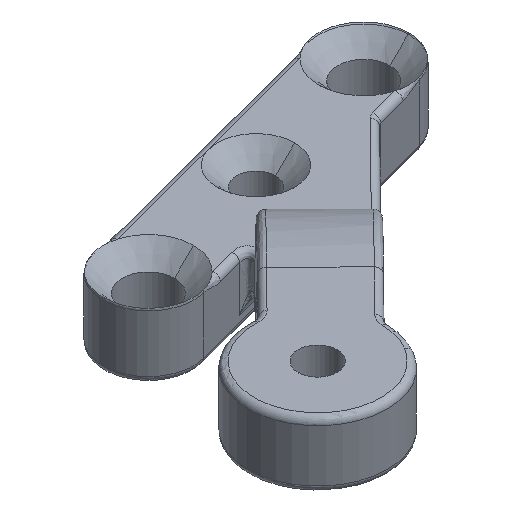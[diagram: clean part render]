
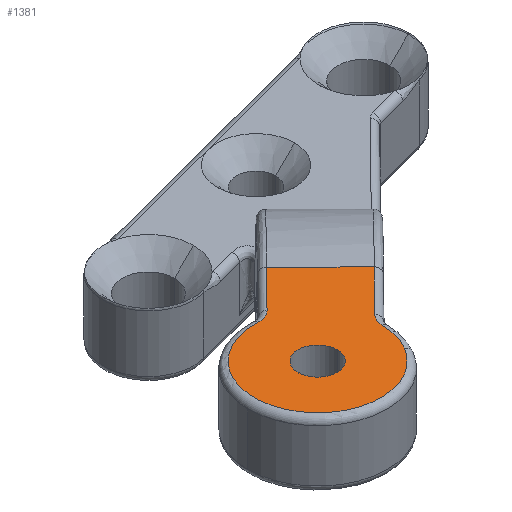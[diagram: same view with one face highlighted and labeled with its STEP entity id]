
A CAD part, isometric view. The second image highlights one B-rep face of the part: STEP entity #1381.
In plain terms, the highlighted planar face has unit normal (0, 0, 1).
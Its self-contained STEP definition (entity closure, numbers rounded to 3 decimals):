
#50 = DIRECTION ( 'NONE',  ( 0., 0., 1. ) ) ;
#126 = VERTEX_POINT ( 'NONE', #3250 ) ;
#127 = AXIS2_PLACEMENT_3D ( 'NONE', #495, #2064, #210 ) ;
#210 = DIRECTION ( 'NONE',  ( 1., 0., 0. ) ) ;
#213 = CARTESIAN_POINT ( 'NONE',  ( -10.854, -87.396, 5. ) ) ;
#270 = CIRCLE ( 'NONE', #533, 4.843 ) ;
#286 = VERTEX_POINT ( 'NONE', #2982 ) ;
#290 = DIRECTION ( 'NONE',  ( -0.702, -0.712, 0. ) ) ;
#415 = ORIENTED_EDGE ( 'NONE', *, *, #3167, .T. ) ;
#426 = VECTOR ( 'NONE', #1305, 1000. ) ;
#495 = CARTESIAN_POINT ( 'NONE',  ( -10.51, -81.062, 5. ) ) ;
#519 = CARTESIAN_POINT ( 'NONE',  ( -6.959, -78.887, 5. ) ) ;
#533 = AXIS2_PLACEMENT_3D ( 'NONE', #3039, #50, #629 ) ;
#542 = CARTESIAN_POINT ( 'NONE',  ( -2.461, -83.325, 5. ) ) ;
#629 = DIRECTION ( 'NONE',  ( 1., 0., 0. ) ) ;
#660 = ORIENTED_EDGE ( 'NONE', *, *, #2968, .T. ) ;
#739 = CIRCLE ( 'NONE', #3302, 1.5 ) ;
#756 = DIRECTION ( 'NONE',  ( 1., 0., 0. ) ) ;
#887 = CIRCLE ( 'NONE', #127, 1.5 ) ;
#892 = ORIENTED_EDGE ( 'NONE', *, *, #1045, .F. ) ;
#908 = DIRECTION ( 'NONE',  ( 0., 0., -1. ) ) ;
#943 = EDGE_LOOP ( 'NONE', ( #2666, #892 ) ) ;
#1045 = EDGE_CURVE ( 'NONE', #126, #1781, #1711, .T. ) ;
#1103 = VERTEX_POINT ( 'NONE', #3485 ) ;
#1218 = ORIENTED_EDGE ( 'NONE', *, *, #2758, .T. ) ;
#1240 = DIRECTION ( 'NONE',  ( 1., 0., 0. ) ) ;
#1261 = EDGE_LOOP ( 'NONE', ( #415, #660, #2100, #1218, #2995, #2390 ) ) ;
#1305 = DIRECTION ( 'NONE',  ( 0.702, 0.712, 0. ) ) ;
#1313 = DIRECTION ( 'NONE',  ( 0., 0., 1. ) ) ;
#1370 = VERTEX_POINT ( 'NONE', #2861 ) ;
#1375 = AXIS2_PLACEMENT_3D ( 'NONE', #213, #1525, #756 ) ;
#1381 = ADVANCED_FACE ( 'NONE', ( #3230, #1793 ), #1774, .T. ) ;
#1525 = DIRECTION ( 'NONE',  ( 0., 0., 1. ) ) ;
#1598 = LINE ( 'NONE', #1859, #2949 ) ;
#1711 = CIRCLE ( 'NONE', #1375, 1.5 ) ;
#1774 = PLANE ( 'NONE',  #2603 ) ;
#1781 = VERTEX_POINT ( 'NONE', #2670 ) ;
#1793 = FACE_BOUND ( 'NONE', #943, .T. ) ;
#1811 = DIRECTION ( 'NONE',  ( 0.712, -0.702, 0. ) ) ;
#1813 = LINE ( 'NONE', #519, #2952 ) ;
#1836 = CARTESIAN_POINT ( 'NONE',  ( -8.636, -89.584, 5. ) ) ;
#1859 = CARTESIAN_POINT ( 'NONE',  ( -12.779, -85.497, 5. ) ) ;
#1866 = VERTEX_POINT ( 'NONE', #2854 ) ;
#2056 = EDGE_CURVE ( 'NONE', #1866, #1370, #270, .T. ) ;
#2064 = DIRECTION ( 'NONE',  ( 0., 0., -1. ) ) ;
#2070 = CARTESIAN_POINT ( 'NONE',  ( -10.854, -87.396, 5. ) ) ;
#2100 = ORIENTED_EDGE ( 'NONE', *, *, #3014, .F. ) ;
#2277 = CARTESIAN_POINT ( 'NONE',  ( -9.442, -82.116, 5. ) ) ;
#2390 = ORIENTED_EDGE ( 'NONE', *, *, #2056, .T. ) ;
#2440 = VERTEX_POINT ( 'NONE', #2277 ) ;
#2479 = DIRECTION ( 'NONE',  ( 1., 0., 0. ) ) ;
#2603 = AXIS2_PLACEMENT_3D ( 'NONE', #2070, #3114, #1240 ) ;
#2666 = ORIENTED_EDGE ( 'NONE', *, *, #2791, .F. ) ;
#2670 = CARTESIAN_POINT ( 'NONE',  ( -12.354, -87.396, 5. ) ) ;
#2679 = AXIS2_PLACEMENT_3D ( 'NONE', #3195, #1313, #2913 ) ;
#2741 = CARTESIAN_POINT ( 'NONE',  ( -4.512, -87.54, 5. ) ) ;
#2758 = EDGE_CURVE ( 'NONE', #286, #2440, #1598, .T. ) ;
#2791 = EDGE_CURVE ( 'NONE', #1781, #126, #3467, .T. ) ;
#2854 = CARTESIAN_POINT ( 'NONE',  ( -10.591, -82.56, 5. ) ) ;
#2861 = CARTESIAN_POINT ( 'NONE',  ( -6.012, -87.506, 5. ) ) ;
#2899 = VERTEX_POINT ( 'NONE', #542 ) ;
#2913 = DIRECTION ( 'NONE',  ( 1., 0., 0. ) ) ;
#2942 = EDGE_CURVE ( 'NONE', #2440, #1866, #887, .T. ) ;
#2949 = VECTOR ( 'NONE', #290, 1000. ) ;
#2952 = VECTOR ( 'NONE', #1811, 1000. ) ;
#2968 = EDGE_CURVE ( 'NONE', #1103, #2899, #3251, .T. ) ;
#2982 = CARTESIAN_POINT ( 'NONE',  ( -6.603, -79.238, 5. ) ) ;
#2995 = ORIENTED_EDGE ( 'NONE', *, *, #2942, .T. ) ;
#3014 = EDGE_CURVE ( 'NONE', #286, #2899, #1813, .T. ) ;
#3039 = CARTESIAN_POINT ( 'NONE',  ( -10.854, -87.396, 5. ) ) ;
#3114 = DIRECTION ( 'NONE',  ( 0., 0., 1. ) ) ;
#3167 = EDGE_CURVE ( 'NONE', #1370, #1103, #739, .T. ) ;
#3195 = CARTESIAN_POINT ( 'NONE',  ( -10.854, -87.396, 5. ) ) ;
#3230 = FACE_OUTER_BOUND ( 'NONE', #1261, .T. ) ;
#3250 = CARTESIAN_POINT ( 'NONE',  ( -9.354, -87.396, 5. ) ) ;
#3251 = LINE ( 'NONE', #1836, #426 ) ;
#3302 = AXIS2_PLACEMENT_3D ( 'NONE', #2741, #908, #2479 ) ;
#3467 = CIRCLE ( 'NONE', #2679, 1.5 ) ;
#3485 = CARTESIAN_POINT ( 'NONE',  ( -5.58, -86.487, 5. ) ) ;
